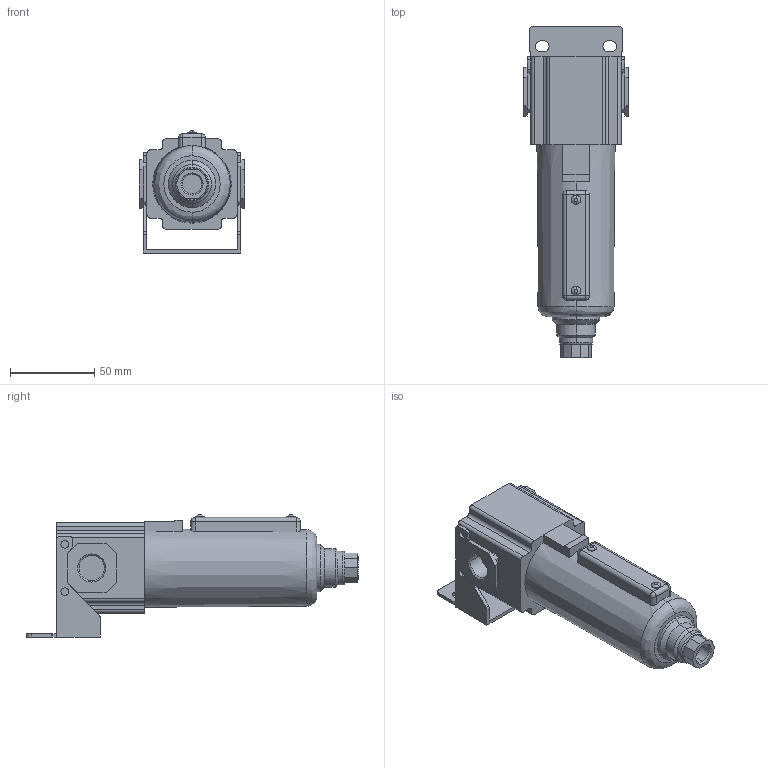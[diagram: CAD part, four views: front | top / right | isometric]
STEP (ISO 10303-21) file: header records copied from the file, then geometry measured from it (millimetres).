
FILE_DESCRIPTION (( 'STEP AP214' ), '1' );
FILE_NAME ('AC-334-AD.step', '2019-06-05T11:15:57', ( '' ), ( '' ), 'SwSTEP 2.0', 'SolidWorks 2018', '' );
FILE_SCHEMA (( 'AUTOMOTIVE_DESIGN' ));
Length unit declared in the file: inch
Products named in the file (1): AC-334-AD
Bounding box: 62.5 x 197 x 72.5 mm (x, y, z)
Volume: 334030.2 mm3; surface area: 43450.3 mm2
Topology: 1 solids, 1 shells, 200 faces, 535 edges, 340 vertices
Faces by surface type: plane 116, cylinder 60, cone 14, bspline 6, torus 4
Entity records: 6359 total; most frequent: CARTESIAN_POINT 1246, DIRECTION 1063, ORIENTED_EDGE 1062, EDGE_CURVE 531, LINE 369, VECTOR 369, AXIS2_PLACEMENT_3D 347, VERTEX_POINT 340
